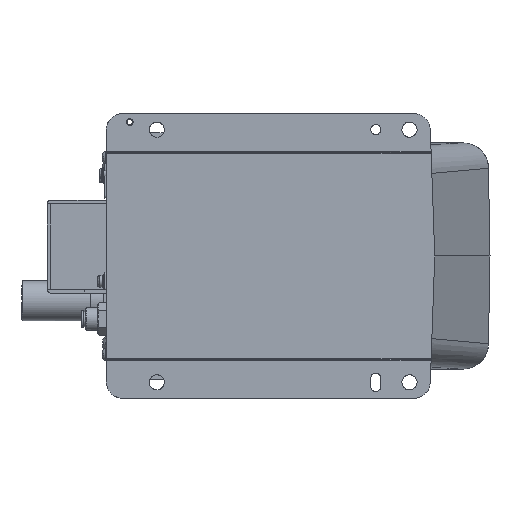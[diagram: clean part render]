
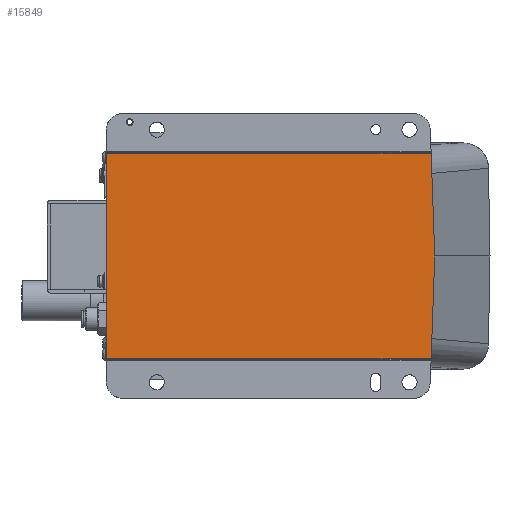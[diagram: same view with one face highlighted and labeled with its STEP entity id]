
A CAD part, front view. The second image highlights one B-rep face of the part: STEP entity #15849.
In plain terms, the highlighted planar face has unit normal (0, -1, 0).
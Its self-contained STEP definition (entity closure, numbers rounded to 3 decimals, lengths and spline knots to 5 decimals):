
#1716 = AXIS2_PLACEMENT_3D ( 'NONE', #27381, #27840, #5106 ) ;
#1804 = PLANE ( 'NONE',  #1716 ) ;
#1941 = CARTESIAN_POINT ( 'NONE',  ( 0.31988, -0.02461, -0.20013 ) ) ;
#2273 = DIRECTION ( 'NONE',  ( 0.035, 0., -0.999 ) ) ;
#2501 = FACE_OUTER_BOUND ( 'NONE', #39770, .T. ) ;
#3008 = CARTESIAN_POINT ( 'NONE',  ( 0.31289, -0.02461, -0.20013 ) ) ;
#3090 = VECTOR ( 'NONE', #23699, 3.28084 ) ;
#4104 = ORIENTED_EDGE ( 'NONE', *, *, #34459, .F. ) ;
#4709 = LINE ( 'NONE', #29605, #44083 ) ;
#5106 = DIRECTION ( 'NONE',  ( 0., 0., 1. ) ) ;
#5882 = ORIENTED_EDGE ( 'NONE', *, *, #35066, .T. ) ;
#5900 = CARTESIAN_POINT ( 'NONE',  ( 0.31131, -0.02461, -0.24557 ) ) ;
#6503 = VERTEX_POINT ( 'NONE', #31672 ) ;
#9000 = LINE ( 'NONE', #40831, #10790 ) ;
#10790 = VECTOR ( 'NONE', #37286, 3.28084 ) ;
#11738 = CARTESIAN_POINT ( 'NONE',  ( 0.31988, -0.02461, 0. ) ) ;
#12090 = VERTEX_POINT ( 'NONE', #35572 ) ;
#12264 = ORIENTED_EDGE ( 'NONE', *, *, #37932, .F. ) ;
#13342 = CARTESIAN_POINT ( 'NONE',  ( 0.31289, -0.02461, 0.20013 ) ) ;
#15849 = ADVANCED_FACE ( 'NONE', ( #2501 ), #1804, .F. ) ;
#16737 = ORIENTED_EDGE ( 'NONE', *, *, #31660, .F. ) ;
#19257 = LINE ( 'NONE', #1941, #24570 ) ;
#21553 = EDGE_CURVE ( 'NONE', #31749, #29612, #41728, .T. ) ;
#23699 = DIRECTION ( 'NONE',  ( -0.035, 0., -0.999 ) ) ;
#24570 = VECTOR ( 'NONE', #37544, 3.28084 ) ;
#27381 = CARTESIAN_POINT ( 'NONE',  ( 0.31988, -0.02461, 0.20013 ) ) ;
#27840 = DIRECTION ( 'NONE',  ( 0., 1., 0. ) ) ;
#29605 = CARTESIAN_POINT ( 'NONE',  ( 0.31988, -0.02461, 0.20013 ) ) ;
#29612 = VERTEX_POINT ( 'NONE', #3008 ) ;
#31660 = EDGE_CURVE ( 'NONE', #41796, #31749, #35255, .T. ) ;
#31672 = CARTESIAN_POINT ( 'NONE',  ( -0.31988, -0.02461, 0.20013 ) ) ;
#31749 = VERTEX_POINT ( 'NONE', #11738 ) ;
#34459 = EDGE_CURVE ( 'NONE', #6503, #41796, #4709, .T. ) ;
#35066 = EDGE_CURVE ( 'NONE', #6503, #12090, #9000, .T. ) ;
#35255 = LINE ( 'NONE', #45688, #40300 ) ;
#35572 = CARTESIAN_POINT ( 'NONE',  ( -0.31988, -0.02461, -0.20013 ) ) ;
#37286 = DIRECTION ( 'NONE',  ( 0., 0., -1. ) ) ;
#37544 = DIRECTION ( 'NONE',  ( -1., 0., 0. ) ) ;
#37932 = EDGE_CURVE ( 'NONE', #29612, #12090, #19257, .T. ) ;
#39770 = EDGE_LOOP ( 'NONE', ( #4104, #5882, #12264, #43510, #16737 ) ) ;
#40300 = VECTOR ( 'NONE', #2273, 3.28084 ) ;
#40831 = CARTESIAN_POINT ( 'NONE',  ( -0.31988, -0.02461, 0.27559 ) ) ;
#41728 = LINE ( 'NONE', #5900, #3090 ) ;
#41796 = VERTEX_POINT ( 'NONE', #13342 ) ;
#43510 = ORIENTED_EDGE ( 'NONE', *, *, #21553, .F. ) ;
#44083 = VECTOR ( 'NONE', #44103, 3.28084 ) ;
#44103 = DIRECTION ( 'NONE',  ( 1., 0., 0. ) ) ;
#45688 = CARTESIAN_POINT ( 'NONE',  ( 0.31988, -0.02461, 0. ) ) ;
